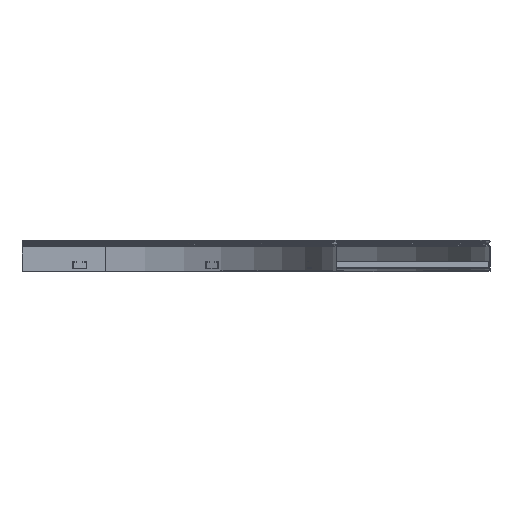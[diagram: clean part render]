
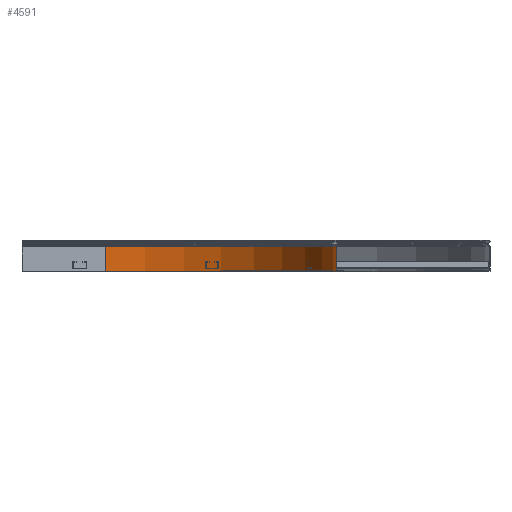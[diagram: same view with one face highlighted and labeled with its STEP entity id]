
A CAD part, top view. The second image highlights one B-rep face of the part: STEP entity #4591.
In plain terms, the highlighted cylindrical face has radius 600 mm (diameter 1200 mm), a partial arc.
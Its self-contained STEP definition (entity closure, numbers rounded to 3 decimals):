
#27 = VERTEX_POINT ( 'NONE', #3865 ) ;
#59 = VECTOR ( 'NONE', #1072, 1000. ) ;
#403 = CARTESIAN_POINT ( 'NONE',  ( 600., 2.2, 0. ) ) ;
#503 = AXIS2_PLACEMENT_3D ( 'NONE', #5880, #1387, #3206 ) ;
#539 = ORIENTED_EDGE ( 'NONE', *, *, #5712, .T. ) ;
#802 = AXIS2_PLACEMENT_3D ( 'NONE', #8048, #4890, #6799 ) ;
#896 = EDGE_CURVE ( 'NONE', #3115, #5519, #2767, .T. ) ;
#1072 = DIRECTION ( 'NONE',  ( 0., 1., 0. ) ) ;
#1148 = DIRECTION ( 'NONE',  ( 0., 1., 0. ) ) ;
#1176 = LINE ( 'NONE', #5500, #6653 ) ;
#1387 = DIRECTION ( 'NONE',  ( 0., -1., 0. ) ) ;
#1430 = ORIENTED_EDGE ( 'NONE', *, *, #1915, .F. ) ;
#1915 = EDGE_CURVE ( 'NONE', #3115, #3520, #1176, .T. ) ;
#1967 = DIRECTION ( 'NONE',  ( 0., 1., 0. ) ) ;
#2264 = AXIS2_PLACEMENT_3D ( 'NONE', #5683, #1967, #6984 ) ;
#2767 = CIRCLE ( 'NONE', #503, 600. ) ;
#3115 = VERTEX_POINT ( 'NONE', #5071 ) ;
#3206 = DIRECTION ( 'NONE',  ( 1., 0., 0. ) ) ;
#3290 = CYLINDRICAL_SURFACE ( 'NONE', #802, 600. ) ;
#3427 = ORIENTED_EDGE ( 'NONE', *, *, #896, .T. ) ;
#3520 = VERTEX_POINT ( 'NONE', #4191 ) ;
#3861 = ORIENTED_EDGE ( 'NONE', *, *, #6452, .T. ) ;
#3865 = CARTESIAN_POINT ( 'NONE',  ( 600., 64.499, 0. ) ) ;
#3882 = LINE ( 'NONE', #403, #59 ) ;
#4191 = CARTESIAN_POINT ( 'NONE',  ( 0., 64.499, -600. ) ) ;
#4591 = ADVANCED_FACE ( 'NONE', ( #4718 ), #3290, .F. ) ;
#4718 = FACE_OUTER_BOUND ( 'NONE', #5213, .T. ) ;
#4890 = DIRECTION ( 'NONE',  ( 0., 1., 0. ) ) ;
#5071 = CARTESIAN_POINT ( 'NONE',  ( 0., 0., -600. ) ) ;
#5189 = CARTESIAN_POINT ( 'NONE',  ( 600., 0., 0. ) ) ;
#5213 = EDGE_LOOP ( 'NONE', ( #3861, #1430, #3427, #539 ) ) ;
#5500 = CARTESIAN_POINT ( 'NONE',  ( 0., 2.2, -600. ) ) ;
#5519 = VERTEX_POINT ( 'NONE', #5189 ) ;
#5683 = CARTESIAN_POINT ( 'NONE',  ( 0., 64.499, 0. ) ) ;
#5712 = EDGE_CURVE ( 'NONE', #5519, #27, #3882, .T. ) ;
#5880 = CARTESIAN_POINT ( 'NONE',  ( 0., 0., 0. ) ) ;
#6335 = CIRCLE ( 'NONE', #2264, 600. ) ;
#6452 = EDGE_CURVE ( 'NONE', #27, #3520, #6335, .T. ) ;
#6653 = VECTOR ( 'NONE', #1148, 1000. ) ;
#6799 = DIRECTION ( 'NONE',  ( 0., 0., 1. ) ) ;
#6984 = DIRECTION ( 'NONE',  ( 1., 0., 0. ) ) ;
#8048 = CARTESIAN_POINT ( 'NONE',  ( 0., 0., 0. ) ) ;
